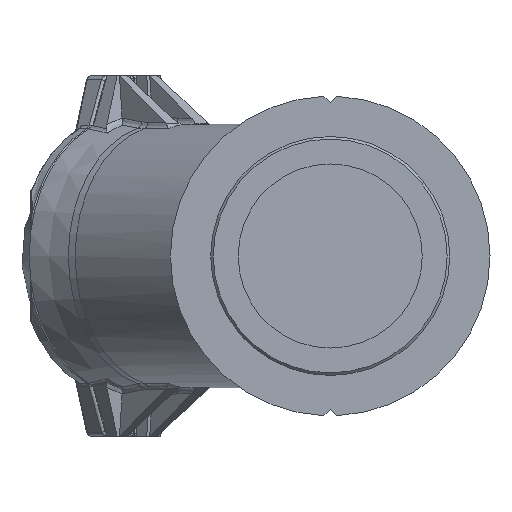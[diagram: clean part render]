
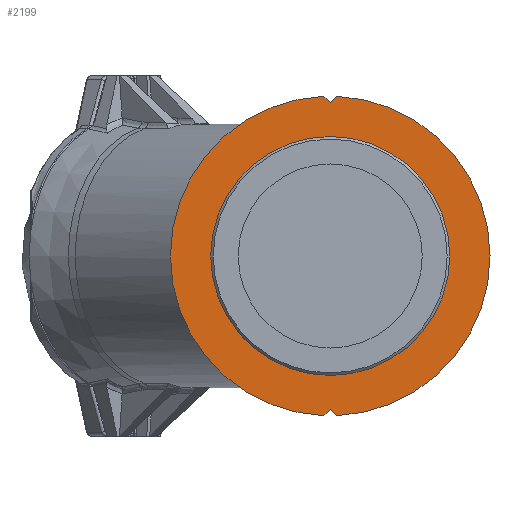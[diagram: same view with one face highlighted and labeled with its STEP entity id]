
A CAD part, left-side view. The second image highlights one B-rep face of the part: STEP entity #2199.
In plain terms, the highlighted planar face has unit normal (-1, 0, 0).
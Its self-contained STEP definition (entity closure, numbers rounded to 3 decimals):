
#2199 = ADVANCED_FACE ( 'NONE', ( #12474, #12469 ), #12405, .T. ) ;
#2898 = CARTESIAN_POINT ( 'NONE',  ( -74., 93.5, 0. ) ) ;
#3833 = CARTESIAN_POINT ( 'NONE',  ( -74., 13.25, 106.75 ) ) ;
#3834 = CARTESIAN_POINT ( 'NONE',  ( -74., 13.25, -106.75 ) ) ;
#3835 = CARTESIAN_POINT ( 'NONE',  ( -74., 0., 0. ) ) ;
#3836 = DIRECTION ( 'NONE',  ( 1., 0., 0. ) ) ;
#3837 = DIRECTION ( 'NONE',  ( 0., 1., 0. ) ) ;
#3838 = CARTESIAN_POINT ( 'NONE',  ( -74., 0., 0. ) ) ;
#3839 = DIRECTION ( 'NONE',  ( 1., 0., 0. ) ) ;
#3840 = DIRECTION ( 'NONE',  ( 0., 1., 0. ) ) ;
#3841 = DIRECTION ( 'NONE',  ( 0., 0.707, 0.707 ) ) ;
#3842 = CARTESIAN_POINT ( 'NONE',  ( -74., -106.75, 13.25 ) ) ;
#3843 = DIRECTION ( 'NONE',  ( 0., 0.707, -0.707 ) ) ;
#3844 = DIRECTION ( 'NONE',  ( 0., 0.707, -0.707 ) ) ;
#3845 = DIRECTION ( 'NONE',  ( 0., 0.707, 0.707 ) ) ;
#3848 = CARTESIAN_POINT ( 'NONE',  ( -74., -106.75, -13.25 ) ) ;
#3849 = CARTESIAN_POINT ( 'NONE',  ( -74., 0., 0. ) ) ;
#3850 = DIRECTION ( 'NONE',  ( 1., 0., 0. ) ) ;
#3851 = DIRECTION ( 'NONE',  ( 0., 1., 0. ) ) ;
#4931 = AXIS2_PLACEMENT_3D ( 'NONE', #12403, #12407, #12408 ) ;
#4987 = AXIS2_PLACEMENT_3D ( 'NONE', #3835, #3836, #3837 ) ;
#4988 = AXIS2_PLACEMENT_3D ( 'NONE', #3838, #3839, #3840 ) ;
#4989 = AXIS2_PLACEMENT_3D ( 'NONE', #3849, #3850, #3851 ) ;
#5329 = EDGE_CURVE ( 'NONE', #8603, #8562, #12617, .T. ) ;
#5330 = EDGE_CURVE ( 'NONE', #14318, #14318, #12620, .T. ) ;
#5331 = EDGE_CURVE ( 'NONE', #8562, #8607, #12622, .T. ) ;
#5332 = EDGE_CURVE ( 'NONE', #8603, #8579, #12621, .T. ) ;
#5333 = EDGE_CURVE ( 'NONE', #8579, #8644, #12618, .T. ) ;
#5334 = EDGE_CURVE ( 'NONE', #8577, #8644, #12626, .T. ) ;
#5335 = EDGE_CURVE ( 'NONE', #8607, #8577, #12625, .T. ) ;
#5653 = EDGE_LOOP ( 'NONE', ( #11405, #11406, #11407, #11408, #11409, #11410 ) ) ;
#5657 = EDGE_LOOP ( 'NONE', ( #11404 ) ) ;
#8562 = VERTEX_POINT ( 'NONE', #13862 ) ;
#8577 = VERTEX_POINT ( 'NONE', #13869 ) ;
#8579 = VERTEX_POINT ( 'NONE', #13870 ) ;
#8603 = VERTEX_POINT ( 'NONE', #13882 ) ;
#8607 = VERTEX_POINT ( 'NONE', #13885 ) ;
#8644 = VERTEX_POINT ( 'NONE', #13906 ) ;
#11404 = ORIENTED_EDGE ( 'NONE', *, *, #5330, .T. ) ;
#11405 = ORIENTED_EDGE ( 'NONE', *, *, #5331, .F. ) ;
#11406 = ORIENTED_EDGE ( 'NONE', *, *, #5329, .F. ) ;
#11407 = ORIENTED_EDGE ( 'NONE', *, *, #5332, .T. ) ;
#11408 = ORIENTED_EDGE ( 'NONE', *, *, #5333, .T. ) ;
#11409 = ORIENTED_EDGE ( 'NONE', *, *, #5334, .F. ) ;
#11410 = ORIENTED_EDGE ( 'NONE', *, *, #5335, .F. ) ;
#12403 = CARTESIAN_POINT ( 'NONE',  ( -74., -93.5, 0. ) ) ;
#12405 = PLANE ( 'NONE',  #4931 ) ;
#12407 = DIRECTION ( 'NONE',  ( -1., 0., 0. ) ) ;
#12408 = DIRECTION ( 'NONE',  ( 0., -1., 0. ) ) ;
#12469 = FACE_OUTER_BOUND ( 'NONE', #5653, .T. ) ;
#12474 = FACE_BOUND ( 'NONE', #5657, .T. ) ;
#12617 = CIRCLE ( 'NONE', #4987, 125. ) ;
#12618 = LINE ( 'NONE', #3842, #12627 ) ;
#12620 = CIRCLE ( 'NONE', #4988, 93.5 ) ;
#12621 = LINE ( 'NONE', #3833, #12623 ) ;
#12622 = LINE ( 'NONE', #3834, #12624 ) ;
#12623 = VECTOR ( 'NONE', #3844, 1000. ) ;
#12624 = VECTOR ( 'NONE', #3841, 1000. ) ;
#12625 = LINE ( 'NONE', #3848, #12630 ) ;
#12626 = CIRCLE ( 'NONE', #4989, 125. ) ;
#12627 = VECTOR ( 'NONE', #3845, 1000. ) ;
#12630 = VECTOR ( 'NONE', #3843, 1000. ) ;
#13862 = CARTESIAN_POINT ( 'NONE',  ( -74., -4.904, -124.904 ) ) ;
#13869 = CARTESIAN_POINT ( 'NONE',  ( -74., 4.904, -124.904 ) ) ;
#13870 = CARTESIAN_POINT ( 'NONE',  ( -74., 0., 120. ) ) ;
#13882 = CARTESIAN_POINT ( 'NONE',  ( -74., -4.904, 124.904 ) ) ;
#13885 = CARTESIAN_POINT ( 'NONE',  ( -74., 0., -120. ) ) ;
#13906 = CARTESIAN_POINT ( 'NONE',  ( -74., 4.904, 124.904 ) ) ;
#14318 = VERTEX_POINT ( 'NONE', #2898 ) ;
